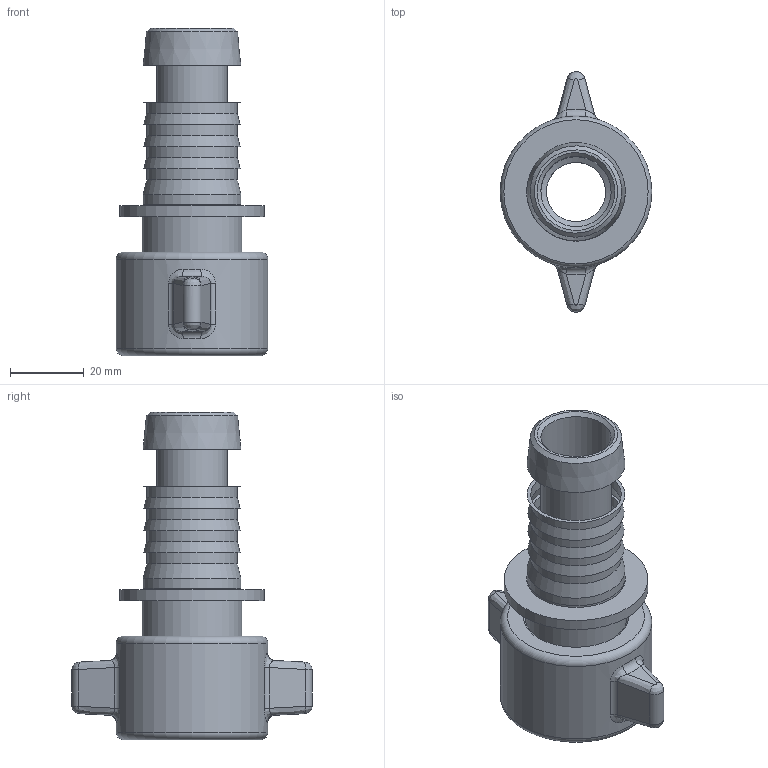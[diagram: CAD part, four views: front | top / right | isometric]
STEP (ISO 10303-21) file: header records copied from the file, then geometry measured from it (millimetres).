
FILE_DESCRIPTION(/* description */ (''),/* implementation_level */ '2;1');
FILE_NAME(/* name */ '32_25_s.stp',/* time_stamp */ '2020-04-09T12:43:53+02:00',/* author */ ('schnellinger'),/* organization */ (''),/* preprocessor_version */ 'ST-DEVELOPER v17',/* originating_system */ 'Autodesk Inventor 2018',/* authorisation */ '0 mm^3');
FILE_SCHEMA (('AUTOMOTIVE_DESIGN { 1 0 10303 214 3 1 1 }'));
Length unit declared in the file: millimetre
Products named in the file (1): LUE_00025731
Bounding box: 41 x 64.99 x 88.5 mm (x, y, z)
Volume: 40831.5 mm3; surface area: 22836.6 mm2
Topology: 3 solids, 3 shells, 87 faces, 210 edges, 140 vertices
Faces by surface type: cylinder 22, bspline 20, plane 19, cone 18, torus 8
Full cylindrical faces by diameter (mm): 16 x1, 19 x1, 24.5 x4, 25.7 x1, 26.5 x1, 26.7 x1, 27 x1, 27.5 x1, 29 x1, 29.278 x1, 34 x1, 39 x1, 41 x1
Entity records: 3318 total; most frequent: CARTESIAN_POINT 1134, DIRECTION 434, ORIENTED_EDGE 420, EDGE_CURVE 210, AXIS2_PLACEMENT_3D 196, VERTEX_POINT 140, CIRCLE 128, EDGE_LOOP 104
